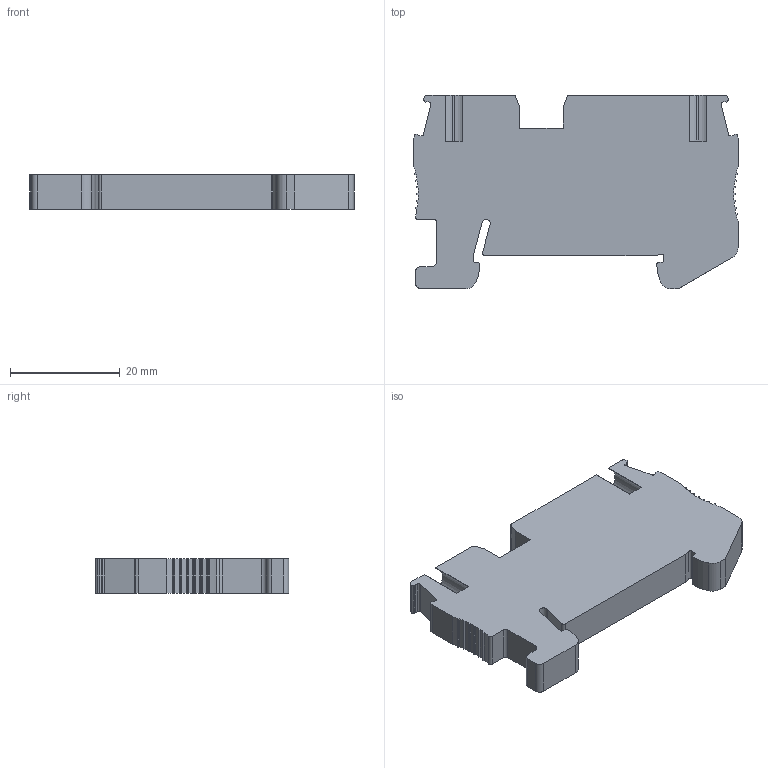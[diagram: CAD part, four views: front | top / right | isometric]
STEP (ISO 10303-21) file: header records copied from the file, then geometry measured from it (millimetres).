
FILE_DESCRIPTION((''),'2;1');
FILE_NAME('UJ6-4SK','2023-11-01T',('Administrator'),(''),'PRO/ENGINEER BY PARAMETRIC TECHNOLOGY CORPORATION, 2013230','PRO/ENGINEER BY PARAMETRIC TECHNOLOGY CORPORATION, 2013230','');
FILE_SCHEMA(('CONFIG_CONTROL_DESIGN'));
Length unit declared in the file: millimetre
Products named in the file (1): UJ6-4SK
Bounding box: 59 x 35.2 x 6.2 mm (x, y, z)
Volume: 9274.5 mm3; surface area: 5820.9 mm2
Topology: 1 solids, 1 shells, 196 faces, 566 edges, 376 vertices
Faces by surface type: plane 135, cylinder 61
Entity records: 6458 total; most frequent: CARTESIAN_POINT 1138, ORIENTED_EDGE 1132, DIRECTION 1080, EDGE_CURVE 566, VECTOR 444, LINE 444, VERTEX_POINT 376, AXIS2_PLACEMENT_3D 318
